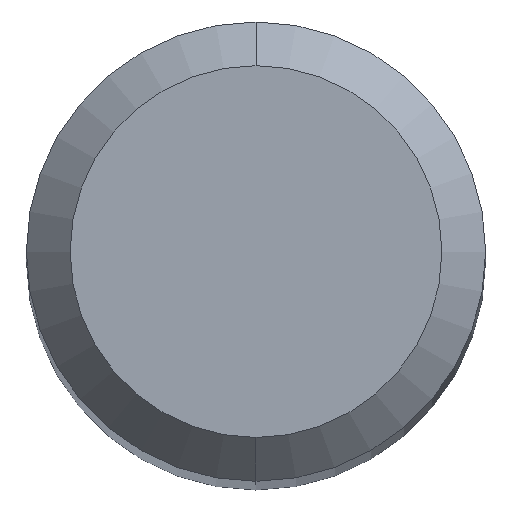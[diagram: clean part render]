
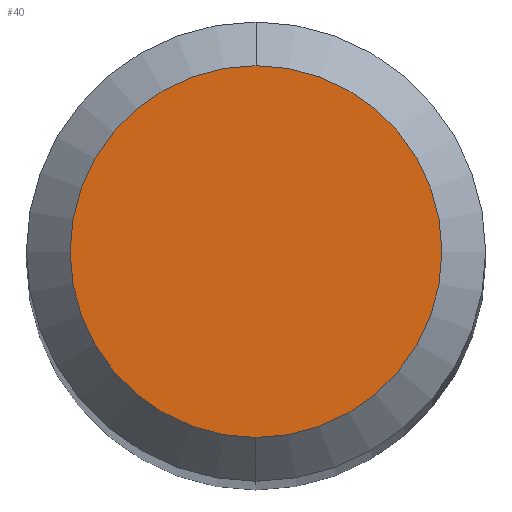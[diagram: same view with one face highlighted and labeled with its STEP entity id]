
A CAD part, top view. The second image highlights one B-rep face of the part: STEP entity #40.
In plain terms, the highlighted planar face has unit normal (0, 0, 1).
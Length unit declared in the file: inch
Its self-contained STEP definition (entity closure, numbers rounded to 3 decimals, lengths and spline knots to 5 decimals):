
#22 = DIRECTION ( 'NONE',  ( 0., 1., 0. ) ) ;
#27 = CARTESIAN_POINT ( 'NONE',  ( 0., 0., 0. ) ) ;
#40 = ADVANCED_FACE ( 'NONE', ( #461 ), #180, .F. ) ;
#66 = VERTEX_POINT ( 'NONE', #255 ) ;
#73 = DIRECTION ( 'NONE',  ( 0., -1., 0. ) ) ;
#74 = CARTESIAN_POINT ( 'NONE',  ( 0., -0.06375, 0. ) ) ;
#126 = ORIENTED_EDGE ( 'NONE', *, *, #495, .T. ) ;
#136 = DIRECTION ( 'NONE',  ( 0., 0., -1. ) ) ;
#180 = PLANE ( 'NONE',  #197 ) ;
#192 = DIRECTION ( 'NONE',  ( 0., 0., 1. ) ) ;
#197 = AXIS2_PLACEMENT_3D ( 'NONE', #372, #136, #22 ) ;
#255 = CARTESIAN_POINT ( 'NONE',  ( 0., 0.06375, 0. ) ) ;
#291 = CIRCLE ( 'NONE', #339, 0.06375 ) ;
#323 = DIRECTION ( 'NONE',  ( 0., 0., 1. ) ) ;
#339 = AXIS2_PLACEMENT_3D ( 'NONE', #27, #192, #73 ) ;
#353 = EDGE_CURVE ( 'NONE', #361, #66, #291, .T. ) ;
#355 = CARTESIAN_POINT ( 'NONE',  ( 0., 0., 0. ) ) ;
#361 = VERTEX_POINT ( 'NONE', #74 ) ;
#372 = CARTESIAN_POINT ( 'NONE',  ( 0., 0.06375, 0. ) ) ;
#380 = EDGE_LOOP ( 'NONE', ( #126, #439 ) ) ;
#384 = CIRCLE ( 'NONE', #408, 0.06375 ) ;
#405 = DIRECTION ( 'NONE',  ( 0., -1., 0. ) ) ;
#408 = AXIS2_PLACEMENT_3D ( 'NONE', #355, #323, #405 ) ;
#439 = ORIENTED_EDGE ( 'NONE', *, *, #353, .T. ) ;
#461 = FACE_OUTER_BOUND ( 'NONE', #380, .T. ) ;
#495 = EDGE_CURVE ( 'NONE', #66, #361, #384, .T. ) ;
